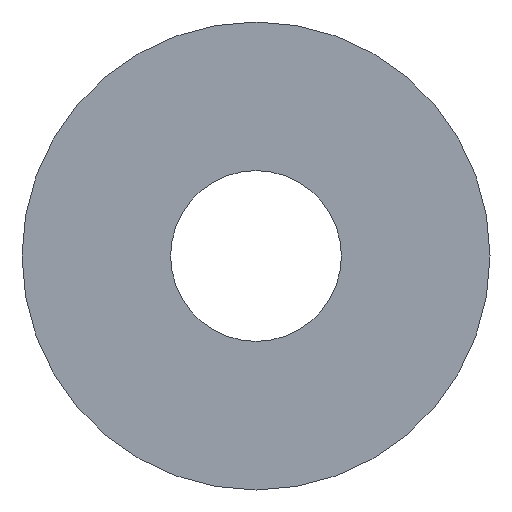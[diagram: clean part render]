
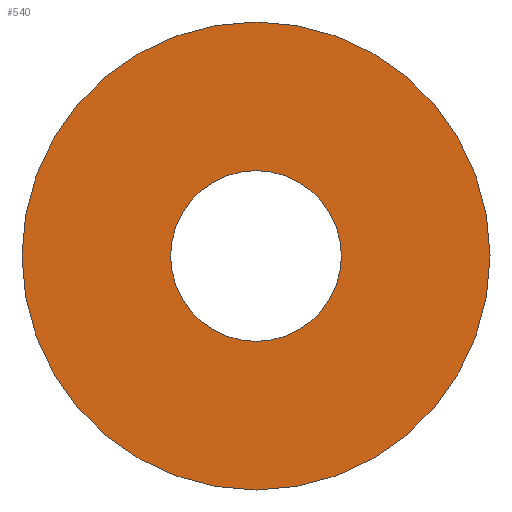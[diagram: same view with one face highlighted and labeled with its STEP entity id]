
A CAD part, front view. The second image highlights one B-rep face of the part: STEP entity #540.
In plain terms, the highlighted planar face has unit normal (0, -1, 0).
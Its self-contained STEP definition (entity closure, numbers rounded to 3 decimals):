
#10 = AXIS2_PLACEMENT_3D ( 'NONE', #458, #467, #682 ) ;
#41 = ORIENTED_EDGE ( 'NONE', *, *, #450, .F. ) ;
#71 = CIRCLE ( 'NONE', #188, 13.85 ) ;
#73 = ORIENTED_EDGE ( 'NONE', *, *, #339, .T. ) ;
#75 = DIRECTION ( 'NONE',  ( 0., 0., 1. ) ) ;
#100 = EDGE_LOOP ( 'NONE', ( #260, #41 ) ) ;
#137 = EDGE_LOOP ( 'NONE', ( #169, #73 ) ) ;
#145 = CIRCLE ( 'NONE', #10, 5.053 ) ;
#155 = CIRCLE ( 'NONE', #703, 13.85 ) ;
#156 = CARTESIAN_POINT ( 'NONE',  ( 0., -12.7, 0. ) ) ;
#164 = DIRECTION ( 'NONE',  ( -1., 0., 0. ) ) ;
#169 = ORIENTED_EDGE ( 'NONE', *, *, #604, .T. ) ;
#188 = AXIS2_PLACEMENT_3D ( 'NONE', #674, #323, #665 ) ;
#192 = DIRECTION ( 'NONE',  ( 0., 0., 1. ) ) ;
#195 = VERTEX_POINT ( 'NONE', #589 ) ;
#255 = VERTEX_POINT ( 'NONE', #428 ) ;
#260 = ORIENTED_EDGE ( 'NONE', *, *, #437, .F. ) ;
#286 = FACE_OUTER_BOUND ( 'NONE', #100, .T. ) ;
#323 = DIRECTION ( 'NONE',  ( 0., 1., 0. ) ) ;
#334 = CIRCLE ( 'NONE', #507, 5.053 ) ;
#339 = EDGE_CURVE ( 'NONE', #350, #195, #334, .T. ) ;
#350 = VERTEX_POINT ( 'NONE', #645 ) ;
#352 = AXIS2_PLACEMENT_3D ( 'NONE', #698, #516, #75 ) ;
#374 = DIRECTION ( 'NONE',  ( 0., 1., 0. ) ) ;
#380 = DIRECTION ( 'NONE',  ( 0., 1., 0. ) ) ;
#428 = CARTESIAN_POINT ( 'NONE',  ( -13.85, -12.7, 0. ) ) ;
#437 = EDGE_CURVE ( 'NONE', #255, #610, #71, .T. ) ;
#450 = EDGE_CURVE ( 'NONE', #610, #255, #155, .T. ) ;
#458 = CARTESIAN_POINT ( 'NONE',  ( 0., -12.7, 0. ) ) ;
#462 = PLANE ( 'NONE',  #352 ) ;
#467 = DIRECTION ( 'NONE',  ( 0., 1., 0. ) ) ;
#507 = AXIS2_PLACEMENT_3D ( 'NONE', #653, #374, #192 ) ;
#516 = DIRECTION ( 'NONE',  ( 0., 1., 0. ) ) ;
#519 = FACE_BOUND ( 'NONE', #137, .T. ) ;
#540 = ADVANCED_FACE ( 'NONE', ( #286, #519 ), #462, .F. ) ;
#589 = CARTESIAN_POINT ( 'NONE',  ( 0., -12.7, 5.053 ) ) ;
#604 = EDGE_CURVE ( 'NONE', #195, #350, #145, .T. ) ;
#610 = VERTEX_POINT ( 'NONE', #633 ) ;
#633 = CARTESIAN_POINT ( 'NONE',  ( 13.85, -12.7, 0. ) ) ;
#645 = CARTESIAN_POINT ( 'NONE',  ( 0., -12.7, -5.053 ) ) ;
#653 = CARTESIAN_POINT ( 'NONE',  ( 0., -12.7, 0. ) ) ;
#665 = DIRECTION ( 'NONE',  ( -1., 0., 0. ) ) ;
#674 = CARTESIAN_POINT ( 'NONE',  ( 0., -12.7, 0. ) ) ;
#682 = DIRECTION ( 'NONE',  ( 0., 0., 1. ) ) ;
#698 = CARTESIAN_POINT ( 'NONE',  ( 5.053, -12.7, 0. ) ) ;
#703 = AXIS2_PLACEMENT_3D ( 'NONE', #156, #380, #164 ) ;
